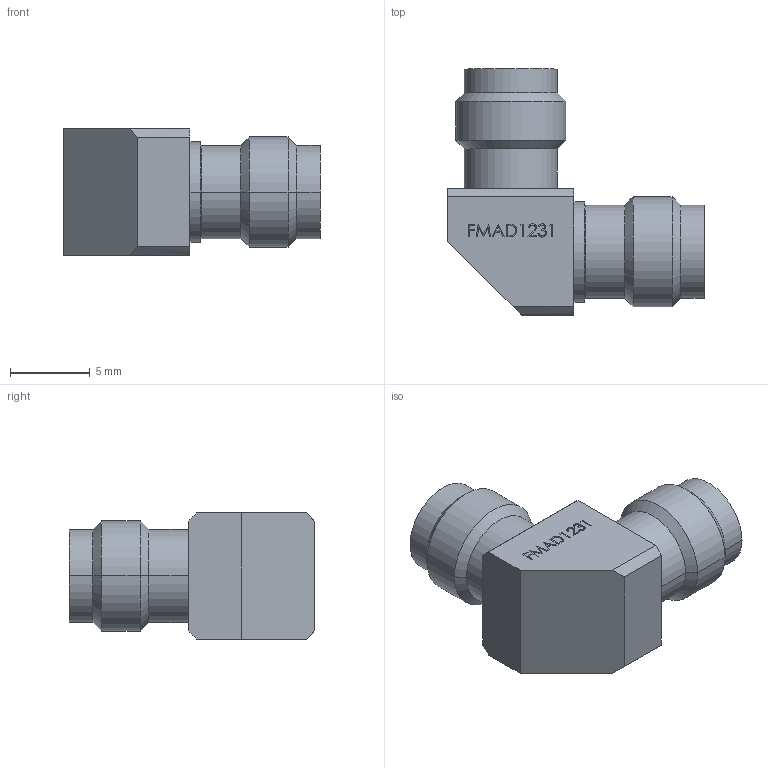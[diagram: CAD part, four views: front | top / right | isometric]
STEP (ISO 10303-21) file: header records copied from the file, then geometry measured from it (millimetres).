
FILE_DESCRIPTION (( 'STEP AP203' ), '1' );
FILE_NAME ('FMAD1231_3D.STEP', '2021-05-05T12:55:40', ( '' ), ( '' ), 'SwSTEP 2.0', 'SolidWorks 2020', '' );
FILE_SCHEMA (( 'CONFIG_CONTROL_DESIGN' ));
Length unit declared in the file: inch
Products named in the file (5): als-248-248.stp; ALS-248-248-12-2.stp; Part14^FMAD1231; FMAD1231_3D; ALS-248-248-12-1.stp
Assembly tree (5 placements, depth 3):
  FMAD1231_3D
    als-248-248.stp
      ALS-248-248-12-2.stp
      ALS-248-248-12-1.stp  x2
    Part14^FMAD1231
Bounding box: 16.1 x 15.42 x 7.92 mm (x, y, z)
Volume: 925.7 mm3; surface area: 861.2 mm2
Topology: 11 solids, 11 shells, 167 faces, 391 edges, 250 vertices
Faces by surface type: plane 92, cylinder 32, bspline 27, cone 16
Entity records: 6132 total; most frequent: CARTESIAN_POINT 2367, ORIENTED_EDGE 694, DIRECTION 581, EDGE_CURVE 347, LINE 253, VECTOR 253, VERTEX_POINT 226, AXIS2_PLACEMENT_3D 164
